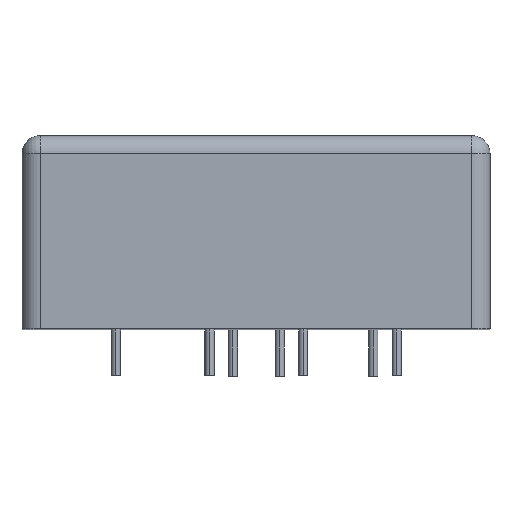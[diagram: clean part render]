
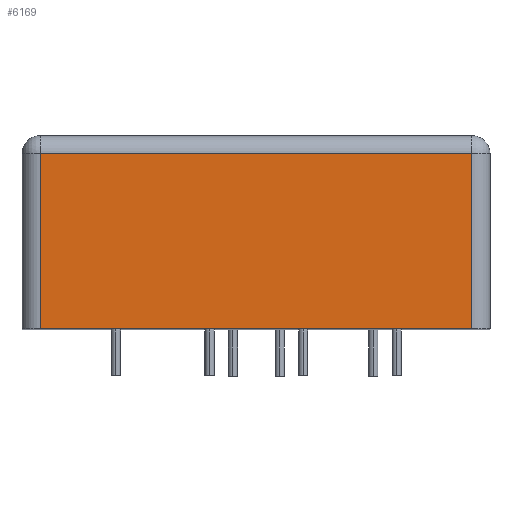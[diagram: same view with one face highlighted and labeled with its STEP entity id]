
A CAD part, top view. The second image highlights one B-rep face of the part: STEP entity #6169.
In plain terms, the highlighted planar face has unit normal (0, 0, 1).
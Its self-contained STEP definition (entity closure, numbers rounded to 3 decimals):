
#1 = LINE ( 'NONE', #2023, #4900 ) ;
#335 = LINE ( 'NONE', #1418, #1578 ) ;
#375 = CARTESIAN_POINT ( 'NONE',  ( 23.4, 19., 25.4 ) ) ;
#488 = CARTESIAN_POINT ( 'NONE',  ( -23.4, 0., 25.4 ) ) ;
#806 = CARTESIAN_POINT ( 'NONE',  ( -23.4, 19., 25.4 ) ) ;
#820 = VERTEX_POINT ( 'NONE', #806 ) ;
#849 = EDGE_CURVE ( 'NONE', #2945, #820, #1, .T. ) ;
#894 = DIRECTION ( 'NONE',  ( 0., -1., 0. ) ) ;
#1241 = DIRECTION ( 'NONE',  ( 0., -1., 0. ) ) ;
#1418 = CARTESIAN_POINT ( 'NONE',  ( 23.4, 21., 25.4 ) ) ;
#1578 = VECTOR ( 'NONE', #894, 1000. ) ;
#1581 = ORIENTED_EDGE ( 'NONE', *, *, #5024, .T. ) ;
#1715 = DIRECTION ( 'NONE',  ( 1., 0., 0. ) ) ;
#1804 = EDGE_CURVE ( 'NONE', #7656, #5530, #1999, .T. ) ;
#1999 = LINE ( 'NONE', #488, #6614 ) ;
#2023 = CARTESIAN_POINT ( 'NONE',  ( -23.4, 19., 25.4 ) ) ;
#2735 = ORIENTED_EDGE ( 'NONE', *, *, #849, .T. ) ;
#2822 = EDGE_CURVE ( 'NONE', #2945, #5530, #335, .T. ) ;
#2945 = VERTEX_POINT ( 'NONE', #375 ) ;
#2953 = CARTESIAN_POINT ( 'NONE',  ( 23.4, 0., 25.4 ) ) ;
#3058 = DIRECTION ( 'NONE',  ( 0., 0., -1. ) ) ;
#3641 = CARTESIAN_POINT ( 'NONE',  ( -23.4, 21., 25.4 ) ) ;
#3755 = AXIS2_PLACEMENT_3D ( 'NONE', #3641, #3058, #5564 ) ;
#3760 = CARTESIAN_POINT ( 'NONE',  ( -23.4, 21., 25.4 ) ) ;
#3954 = VECTOR ( 'NONE', #1241, 1000. ) ;
#4096 = ORIENTED_EDGE ( 'NONE', *, *, #1804, .T. ) ;
#4900 = VECTOR ( 'NONE', #6327, 1000. ) ;
#5024 = EDGE_CURVE ( 'NONE', #820, #7656, #6830, .T. ) ;
#5530 = VERTEX_POINT ( 'NONE', #2953 ) ;
#5539 = FACE_OUTER_BOUND ( 'NONE', #5637, .T. ) ;
#5564 = DIRECTION ( 'NONE',  ( -1., 0., 0. ) ) ;
#5637 = EDGE_LOOP ( 'NONE', ( #7523, #2735, #1581, #4096 ) ) ;
#6169 = ADVANCED_FACE ( 'NONE', ( #5539 ), #6655, .F. ) ;
#6327 = DIRECTION ( 'NONE',  ( -1., 0., 0. ) ) ;
#6614 = VECTOR ( 'NONE', #1715, 1000. ) ;
#6655 = PLANE ( 'NONE',  #3755 ) ;
#6830 = LINE ( 'NONE', #3760, #3954 ) ;
#7523 = ORIENTED_EDGE ( 'NONE', *, *, #2822, .F. ) ;
#7656 = VERTEX_POINT ( 'NONE', #7744 ) ;
#7744 = CARTESIAN_POINT ( 'NONE',  ( -23.4, 0., 25.4 ) ) ;
